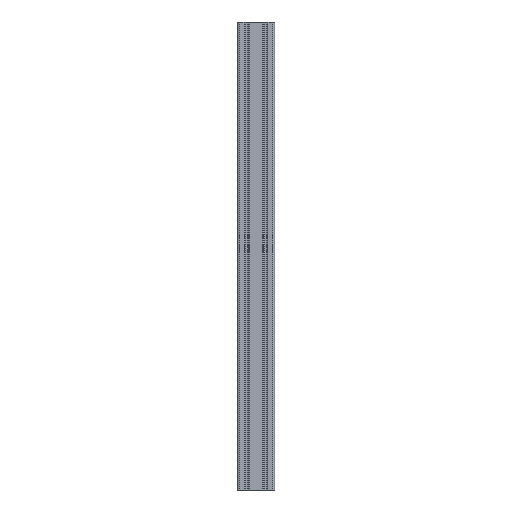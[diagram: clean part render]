
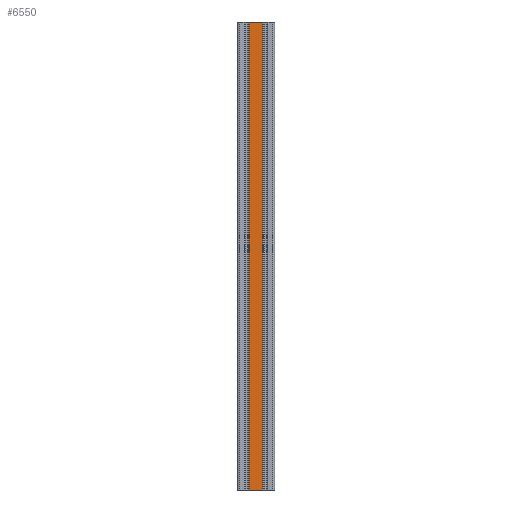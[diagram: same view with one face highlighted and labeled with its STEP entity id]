
A CAD part, front view. The second image highlights one B-rep face of the part: STEP entity #6550.
In plain terms, the highlighted planar face has unit normal (0, -1, 0).
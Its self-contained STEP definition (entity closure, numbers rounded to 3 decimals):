
#150=PLANE($,#7321);
#482=FACE_OUTER_BOUND($,#814,.T.);
#814=EDGE_LOOP($,(#5339,#5340,#5341,#5342));
#1099=LINE($,#10414,#1651);
#1388=LINE($,#11389,#1940);
#1389=LINE($,#11391,#1941);
#1390=LINE($,#11392,#1942);
#1651=VECTOR($,#8394,1000.);
#1940=VECTOR($,#9405,1000.);
#1941=VECTOR($,#9408,28.8);
#1942=VECTOR($,#9409,28.8);
#2712=VERTEX_POINT($,#10411);
#2713=VERTEX_POINT($,#10413);
#3037=VERTEX_POINT($,#11385);
#3038=VERTEX_POINT($,#11387);
#3536=EDGE_CURVE($,#2712,#2713,#1099,.T.);
#4024=EDGE_CURVE($,#3037,#3038,#1388,.T.);
#4025=EDGE_CURVE($,#2712,#3037,#1389,.T.);
#4026=EDGE_CURVE($,#2713,#3038,#1390,.T.);
#5339=ORIENTED_EDGE($,*,*,#4025,.T.);
#5340=ORIENTED_EDGE($,*,*,#4024,.T.);
#5341=ORIENTED_EDGE($,*,*,#4026,.F.);
#5342=ORIENTED_EDGE($,*,*,#3536,.F.);
#6550=ADVANCED_FACE($,(#482),#150,.T.);
#7321=AXIS2_PLACEMENT_3D($,#11390,#9406,#9407);
#8394=DIRECTION($,(0.,0.,1.));
#9405=DIRECTION($,(0.,0.,1.));
#9406=DIRECTION('center_axis',(0.,-1.,0.));
#9407=DIRECTION('ref_axis',(1.,0.,0.));
#9408=DIRECTION($,(1.,0.,0.));
#9409=DIRECTION($,(1.,0.,0.));
#10411=CARTESIAN_POINT('',(0.,0.,0.));
#10413=CARTESIAN_POINT('',(0.,0.,1000.));
#10414=CARTESIAN_POINT($,(0.,0.,0.));
#11385=CARTESIAN_POINT('',(28.8,0.,0.));
#11387=CARTESIAN_POINT('',(28.8,0.,1000.));
#11389=CARTESIAN_POINT($,(28.8,0.,0.));
#11390=CARTESIAN_POINT('Origin',(0.,0.,0.));
#11391=CARTESIAN_POINT($,(0.,0.,0.));
#11392=CARTESIAN_POINT($,(0.,0.,1000.));
